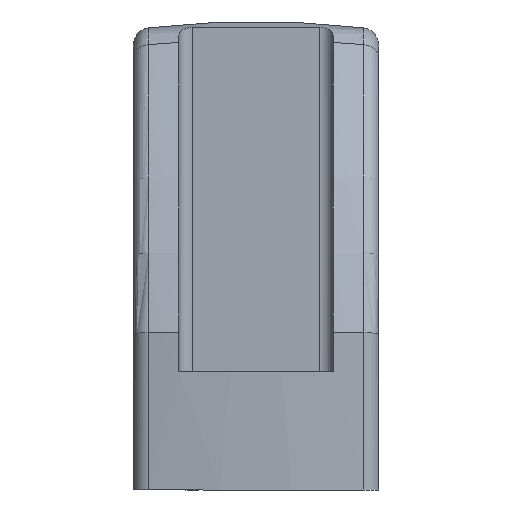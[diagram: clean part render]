
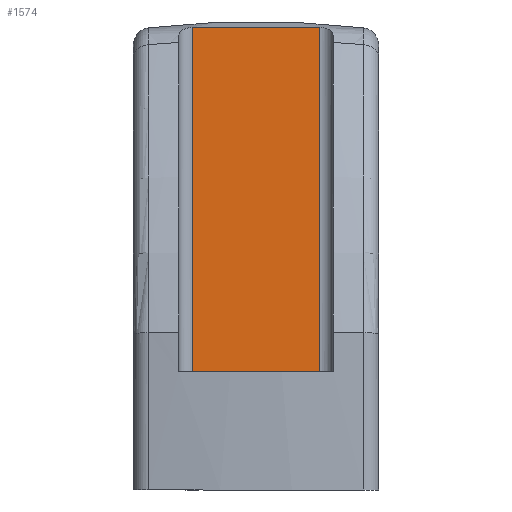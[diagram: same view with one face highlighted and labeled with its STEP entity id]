
A CAD part, front view. The second image highlights one B-rep face of the part: STEP entity #1574.
In plain terms, the highlighted planar face has unit normal (0, -1, 0).
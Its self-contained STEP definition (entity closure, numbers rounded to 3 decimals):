
#70=LINE('',#2479,#164);
#74=LINE('',#2497,#168);
#75=LINE('',#2556,#169);
#164=VECTOR('',#1852,1000.);
#168=VECTOR('',#1870,1000.);
#169=VECTOR('',#1885,1000.);
#288=PLANE('',#1804);
#384=FACE_OUTER_BOUND('',#490,.T.);
#490=EDGE_LOOP('',(#1467,#1468,#1469,#1470));
#623=B_SPLINE_CURVE_WITH_KNOTS('',3,(#2549,#2550,#2551,#2552,#2553,#2554),
 .UNSPECIFIED.,.F.,.F.,(4,2,4),(-3.649,-2.956,-2.262),
 .UNSPECIFIED.);
#647=VERTEX_POINT('',#2476);
#648=VERTEX_POINT('',#2478);
#655=VERTEX_POINT('',#2496);
#656=VERTEX_POINT('',#2522);
#805=EDGE_CURVE('',#647,#648,#70,.T.);
#814=EDGE_CURVE('',#655,#648,#74,.T.);
#823=EDGE_CURVE('',#655,#656,#623,.T.);
#824=EDGE_CURVE('',#656,#647,#75,.T.);
#1467=ORIENTED_EDGE('',*,*,#814,.T.);
#1468=ORIENTED_EDGE('',*,*,#805,.F.);
#1469=ORIENTED_EDGE('',*,*,#824,.F.);
#1470=ORIENTED_EDGE('',*,*,#823,.F.);
#1574=ADVANCED_FACE('',(#384),#288,.T.);
#1804=AXIS2_PLACEMENT_3D('',#3161,#2319,#2320);
#1852=DIRECTION('',(-1.,0.,0.));
#1870=DIRECTION('',(0.,0.,-1.));
#1885=DIRECTION('',(0.,0.,-1.));
#2319=DIRECTION('center_axis',(0.,-1.,0.));
#2320=DIRECTION('ref_axis',(1.,0.,0.));
#2476=CARTESIAN_POINT('',(7.3,-63.,13.5));
#2478=CARTESIAN_POINT('',(-7.3,-63.,13.5));
#2479=CARTESIAN_POINT('',(7.3,-63.,13.5));
#2496=CARTESIAN_POINT('',(-7.3,-63.,52.803));
#2497=CARTESIAN_POINT('',(-7.3,-63.,67.));
#2522=CARTESIAN_POINT('',(7.3,-63.,52.803));
#2549=CARTESIAN_POINT('Ctrl Pts',(-7.3,-63.,52.803));
#2550=CARTESIAN_POINT('Ctrl Pts',(-4.788,-63.,53.));
#2551=CARTESIAN_POINT('Ctrl Pts',(-2.312,-63.,53.088));
#2552=CARTESIAN_POINT('Ctrl Pts',(2.312,-63.,53.088));
#2553=CARTESIAN_POINT('Ctrl Pts',(4.788,-63.,53.));
#2554=CARTESIAN_POINT('Ctrl Pts',(7.3,-63.,52.803));
#2556=CARTESIAN_POINT('',(7.3,-63.,67.));
#3161=CARTESIAN_POINT('Origin',(7.3,-63.,67.));
